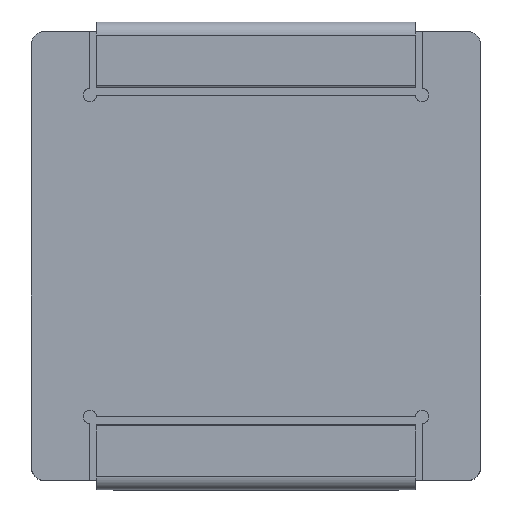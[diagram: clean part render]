
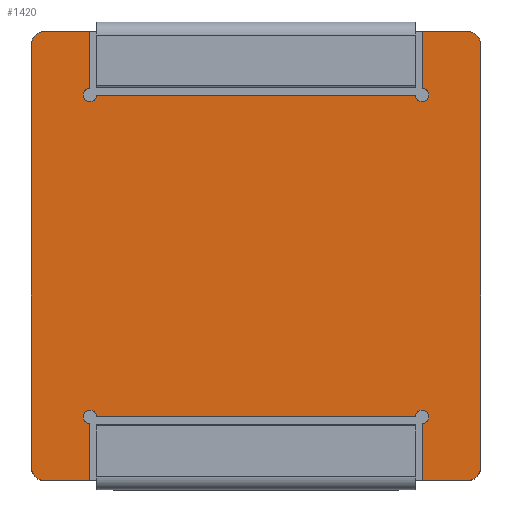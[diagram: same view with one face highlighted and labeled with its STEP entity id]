
A CAD part, top view. The second image highlights one B-rep face of the part: STEP entity #1420.
In plain terms, the highlighted planar face has unit normal (0, 0, 1).
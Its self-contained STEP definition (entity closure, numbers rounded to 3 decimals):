
#1155=CIRCLE('',#6053,0.25);
#1156=CIRCLE('',#6056,0.25);
#1159=CIRCLE('',#6062,0.25);
#1160=CIRCLE('',#6065,0.25);
#1165=CIRCLE('',#6074,0.5);
#1166=CIRCLE('',#6075,0.5);
#1167=CIRCLE('',#6076,0.5);
#1168=CIRCLE('',#6077,0.5);
#1420=ADVANCED_FACE('',(#1794),#1637,.F.);
#1637=PLANE('',#6078);
#1794=FACE_OUTER_BOUND('',#2286,.T.);
#2286=EDGE_LOOP('',(#3042,#3043,#3044,#3045,#3046,#3047,#3048,#3049,#3050,
#3051,#3052,#3053,#3054,#3055,#3056,#3057,#3058,#3059,#3060,#3061));
#3042=ORIENTED_EDGE('',*,*,#4684,.F.);
#3043=ORIENTED_EDGE('',*,*,#4711,.F.);
#3044=ORIENTED_EDGE('',*,*,#4712,.F.);
#3045=ORIENTED_EDGE('',*,*,#4713,.F.);
#3046=ORIENTED_EDGE('',*,*,#4714,.F.);
#3047=ORIENTED_EDGE('',*,*,#4715,.F.);
#3048=ORIENTED_EDGE('',*,*,#4699,.T.);
#3049=ORIENTED_EDGE('',*,*,#4697,.T.);
#3050=ORIENTED_EDGE('',*,*,#4695,.T.);
#3051=ORIENTED_EDGE('',*,*,#4692,.T.);
#3052=ORIENTED_EDGE('',*,*,#4701,.T.);
#3053=ORIENTED_EDGE('',*,*,#4716,.F.);
#3054=ORIENTED_EDGE('',*,*,#4717,.F.);
#3055=ORIENTED_EDGE('',*,*,#4718,.F.);
#3056=ORIENTED_EDGE('',*,*,#4719,.F.);
#3057=ORIENTED_EDGE('',*,*,#4720,.F.);
#3058=ORIENTED_EDGE('',*,*,#4675,.F.);
#3059=ORIENTED_EDGE('',*,*,#4678,.F.);
#3060=ORIENTED_EDGE('',*,*,#4680,.F.);
#3061=ORIENTED_EDGE('',*,*,#4682,.F.);
#4121=VERTEX_POINT('',#8488);
#4122=VERTEX_POINT('',#8489);
#4123=VERTEX_POINT('',#8494);
#4124=VERTEX_POINT('',#8498);
#4125=VERTEX_POINT('',#8502);
#4126=VERTEX_POINT('',#8506);
#4133=VERTEX_POINT('',#8523);
#4134=VERTEX_POINT('',#8524);
#4135=VERTEX_POINT('',#8529);
#4136=VERTEX_POINT('',#8533);
#4137=VERTEX_POINT('',#8537);
#4138=VERTEX_POINT('',#8541);
#4147=VERTEX_POINT('',#8562);
#4148=VERTEX_POINT('',#8564);
#4149=VERTEX_POINT('',#8566);
#4150=VERTEX_POINT('',#8568);
#4151=VERTEX_POINT('',#8571);
#4152=VERTEX_POINT('',#8573);
#4153=VERTEX_POINT('',#8575);
#4154=VERTEX_POINT('',#8577);
#4675=EDGE_CURVE('',#4121,#4122,#5197,.T.);
#4678=EDGE_CURVE('',#4123,#4121,#1155,.T.);
#4680=EDGE_CURVE('',#4124,#4123,#5201,.T.);
#4682=EDGE_CURVE('',#4125,#4124,#1156,.T.);
#4684=EDGE_CURVE('',#4126,#4125,#5204,.T.);
#4692=EDGE_CURVE('',#4133,#4134,#1159,.T.);
#4695=EDGE_CURVE('',#4135,#4133,#5212,.T.);
#4697=EDGE_CURVE('',#4136,#4135,#1160,.T.);
#4699=EDGE_CURVE('',#4137,#4136,#5215,.T.);
#4701=EDGE_CURVE('',#4134,#4138,#5217,.T.);
#4711=EDGE_CURVE('',#4147,#4126,#5223,.T.);
#4712=EDGE_CURVE('',#4148,#4147,#1165,.T.);
#4713=EDGE_CURVE('',#4149,#4148,#5224,.T.);
#4714=EDGE_CURVE('',#4150,#4149,#1166,.T.);
#4715=EDGE_CURVE('',#4137,#4150,#5225,.T.);
#4716=EDGE_CURVE('',#4151,#4138,#5226,.T.);
#4717=EDGE_CURVE('',#4152,#4151,#1167,.T.);
#4718=EDGE_CURVE('',#4153,#4152,#5227,.T.);
#4719=EDGE_CURVE('',#4154,#4153,#1168,.T.);
#4720=EDGE_CURVE('',#4122,#4154,#5228,.T.);
#5197=LINE('',#8487,#5459);
#5201=LINE('',#8497,#5463);
#5204=LINE('',#8505,#5466);
#5212=LINE('',#8528,#5474);
#5215=LINE('',#8536,#5477);
#5217=LINE('',#8540,#5479);
#5223=LINE('',#8561,#5485);
#5224=LINE('',#8565,#5486);
#5225=LINE('',#8569,#5487);
#5226=LINE('',#8570,#5488);
#5227=LINE('',#8574,#5489);
#5228=LINE('',#8578,#5490);
#5459=VECTOR('',#7062,1.);
#5463=VECTOR('',#7072,1.);
#5466=VECTOR('',#7081,1.);
#5474=VECTOR('',#7101,1.);
#5477=VECTOR('',#7110,1.);
#5479=VECTOR('',#7114,1.);
#5485=VECTOR('',#7132,1.);
#5486=VECTOR('',#7135,1.);
#5487=VECTOR('',#7138,1.);
#5488=VECTOR('',#7139,1.);
#5489=VECTOR('',#7142,1.);
#5490=VECTOR('',#7145,1.);
#6053=AXIS2_PLACEMENT_3D('',#8493,#7067,#7068);
#6056=AXIS2_PLACEMENT_3D('',#8501,#7076,#7077);
#6062=AXIS2_PLACEMENT_3D('',#8522,#7095,#7096);
#6065=AXIS2_PLACEMENT_3D('',#8532,#7105,#7106);
#6074=AXIS2_PLACEMENT_3D('',#8563,#7133,#7134);
#6075=AXIS2_PLACEMENT_3D('',#8567,#7136,#7137);
#6076=AXIS2_PLACEMENT_3D('',#8572,#7140,#7141);
#6077=AXIS2_PLACEMENT_3D('',#8576,#7143,#7144);
#6078=AXIS2_PLACEMENT_3D('',#8579,#7146,#7147);
#7062=DIRECTION('',(0.,-1.,0.));
#7067=DIRECTION('',(0.,0.,1.));
#7068=DIRECTION('',(1.,0.,0.));
#7072=DIRECTION('',(-1.,0.,0.));
#7076=DIRECTION('',(0.,0.,1.));
#7077=DIRECTION('',(-1.,0.,0.));
#7081=DIRECTION('',(0.,1.,0.));
#7095=DIRECTION('',(0.,0.,-1.));
#7096=DIRECTION('',(1.,0.,0.));
#7101=DIRECTION('',(-1.,0.,0.));
#7105=DIRECTION('',(0.,0.,-1.));
#7106=DIRECTION('',(-1.,0.,0.));
#7110=DIRECTION('',(0.,-1.,0.));
#7114=DIRECTION('',(0.,1.,0.));
#7132=DIRECTION('',(-1.,0.,0.));
#7133=DIRECTION('',(0.,0.,-1.));
#7134=DIRECTION('',(1.,0.,0.));
#7135=DIRECTION('',(0.,-1.,0.));
#7136=DIRECTION('',(0.,0.,-1.));
#7137=DIRECTION('',(1.,0.,0.));
#7138=DIRECTION('',(1.,0.,0.));
#7139=DIRECTION('',(1.,0.,0.));
#7140=DIRECTION('',(0.,0.,-1.));
#7141=DIRECTION('',(1.,0.,0.));
#7142=DIRECTION('',(0.,1.,0.));
#7143=DIRECTION('',(0.,0.,-1.));
#7144=DIRECTION('',(1.,0.,0.));
#7145=DIRECTION('',(-1.,0.,0.));
#7146=DIRECTION('',(0.,0.,-1.));
#7147=DIRECTION('',(-1.,0.,0.));
#8487=CARTESIAN_POINT('',(-6.25,-6.3,5.15));
#8488=CARTESIAN_POINT('',(-6.25,-6.3,5.15));
#8489=CARTESIAN_POINT('',(-6.25,-8.45,5.15));
#8493=CARTESIAN_POINT('',(-6.25,-6.05,5.15));
#8494=CARTESIAN_POINT('',(-6.,-6.05,5.15));
#8497=CARTESIAN_POINT('',(6.,-6.05,5.15));
#8498=CARTESIAN_POINT('',(6.,-6.05,5.15));
#8501=CARTESIAN_POINT('',(6.25,-6.05,5.15));
#8502=CARTESIAN_POINT('',(6.25,-6.3,5.15));
#8505=CARTESIAN_POINT('',(6.25,-8.45,5.15));
#8506=CARTESIAN_POINT('',(6.25,-8.45,5.15));
#8522=CARTESIAN_POINT('',(-6.25,6.05,5.15));
#8523=CARTESIAN_POINT('',(-6.,6.05,5.15));
#8524=CARTESIAN_POINT('',(-6.25,6.3,5.15));
#8528=CARTESIAN_POINT('',(6.,6.05,5.15));
#8529=CARTESIAN_POINT('',(6.,6.05,5.15));
#8532=CARTESIAN_POINT('',(6.25,6.05,5.15));
#8533=CARTESIAN_POINT('',(6.25,6.3,5.15));
#8536=CARTESIAN_POINT('',(6.25,8.45,5.15));
#8537=CARTESIAN_POINT('',(6.25,8.45,5.15));
#8540=CARTESIAN_POINT('',(-6.25,6.3,5.15));
#8541=CARTESIAN_POINT('',(-6.25,8.45,5.15));
#8561=CARTESIAN_POINT('',(7.95,-8.45,5.15));
#8562=CARTESIAN_POINT('',(7.95,-8.45,5.15));
#8563=CARTESIAN_POINT('',(7.95,-7.95,5.15));
#8564=CARTESIAN_POINT('',(8.45,-7.95,5.15));
#8565=CARTESIAN_POINT('',(8.45,7.95,5.15));
#8566=CARTESIAN_POINT('',(8.45,7.95,5.15));
#8567=CARTESIAN_POINT('',(7.95,7.95,5.15));
#8568=CARTESIAN_POINT('',(7.95,8.45,5.15));
#8569=CARTESIAN_POINT('',(-7.95,8.45,5.15));
#8570=CARTESIAN_POINT('',(-7.95,8.45,5.15));
#8571=CARTESIAN_POINT('',(-7.95,8.45,5.15));
#8572=CARTESIAN_POINT('',(-7.95,7.95,5.15));
#8573=CARTESIAN_POINT('',(-8.45,7.95,5.15));
#8574=CARTESIAN_POINT('',(-8.45,-7.95,5.15));
#8575=CARTESIAN_POINT('',(-8.45,-7.95,5.15));
#8576=CARTESIAN_POINT('',(-7.95,-7.95,5.15));
#8577=CARTESIAN_POINT('',(-7.95,-8.45,5.15));
#8578=CARTESIAN_POINT('',(7.95,-8.45,5.15));
#8579=CARTESIAN_POINT('',(-7.95,7.95,5.15));
